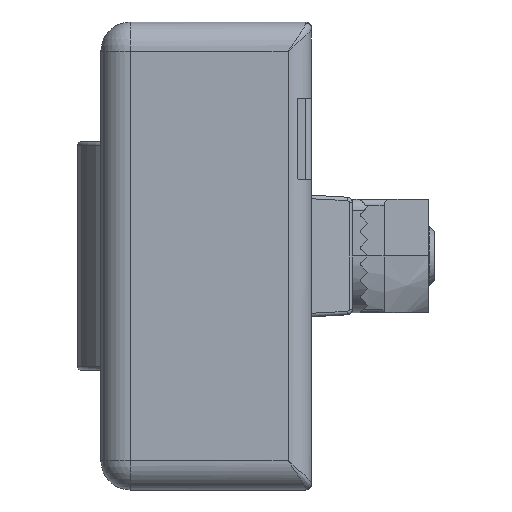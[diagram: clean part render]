
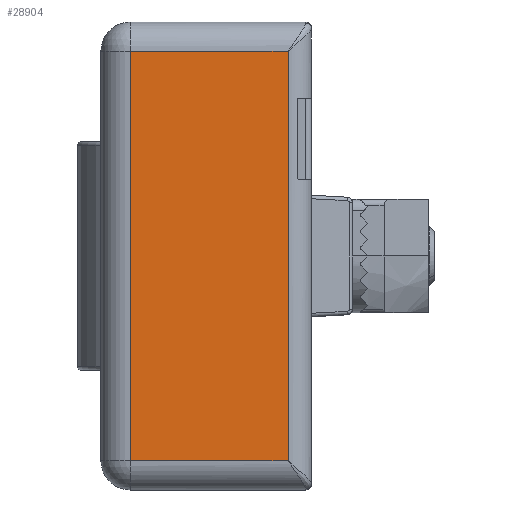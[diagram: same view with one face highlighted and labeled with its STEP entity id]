
A CAD part, left-side view. The second image highlights one B-rep face of the part: STEP entity #28904.
In plain terms, the highlighted planar face has unit normal (-1, 0, 0).
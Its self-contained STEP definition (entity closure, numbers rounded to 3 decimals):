
#125 = ORIENTED_EDGE ( 'NONE', *, *, #3095, .T. ) ;
#288 = DIRECTION ( 'NONE',  ( 0., 0., -1. ) ) ;
#562 = CARTESIAN_POINT ( 'NONE',  ( -40., 17.5, 13.5 ) ) ;
#2877 = PLANE ( 'NONE',  #7287 ) ;
#3095 = EDGE_CURVE ( 'NONE', #3844, #20486, #22629, .T. ) ;
#3844 = VERTEX_POINT ( 'NONE', #15080 ) ;
#4369 = CARTESIAN_POINT ( 'NONE',  ( -40., 17.5, 0. ) ) ;
#6871 = VECTOR ( 'NONE', #27496, 1000. ) ;
#7287 = AXIS2_PLACEMENT_3D ( 'NONE', #14484, #7517, #23885 ) ;
#7517 = DIRECTION ( 'NONE',  ( 1., 0., 0. ) ) ;
#7927 = CARTESIAN_POINT ( 'NONE',  ( -40., -20., 0. ) ) ;
#9598 = CARTESIAN_POINT ( 'NONE',  ( -40., -17.5, 13.5 ) ) ;
#10298 = DIRECTION ( 'NONE',  ( 0., 1., 0. ) ) ;
#10346 = CARTESIAN_POINT ( 'NONE',  ( -40., -17.5, 16. ) ) ;
#10597 = LINE ( 'NONE', #23573, #28505 ) ;
#10815 = FACE_OUTER_BOUND ( 'NONE', #11682, .T. ) ;
#11047 = CARTESIAN_POINT ( 'NONE',  ( -40., 20., 13.5 ) ) ;
#11682 = EDGE_LOOP ( 'NONE', ( #17104, #125, #21642, #28046 ) ) ;
#12497 = VERTEX_POINT ( 'NONE', #4369 ) ;
#14484 = CARTESIAN_POINT ( 'NONE',  ( -40., 20., 16. ) ) ;
#15080 = CARTESIAN_POINT ( 'NONE',  ( -40., -17.5, 0. ) ) ;
#17104 = ORIENTED_EDGE ( 'NONE', *, *, #25942, .F. ) ;
#17362 = DIRECTION ( 'NONE',  ( 0., 0., 1. ) ) ;
#20434 = VECTOR ( 'NONE', #17362, 1000. ) ;
#20486 = VERTEX_POINT ( 'NONE', #9598 ) ;
#21642 = ORIENTED_EDGE ( 'NONE', *, *, #25527, .T. ) ;
#22629 = LINE ( 'NONE', #10346, #20434 ) ;
#23573 = CARTESIAN_POINT ( 'NONE',  ( -40., 17.5, 16. ) ) ;
#23885 = DIRECTION ( 'NONE',  ( 0., 1., 0. ) ) ;
#24909 = EDGE_CURVE ( 'NONE', #26824, #12497, #10597, .T. ) ;
#25527 = EDGE_CURVE ( 'NONE', #20486, #26824, #25528, .T. ) ;
#25528 = LINE ( 'NONE', #11047, #6871 ) ;
#25942 = EDGE_CURVE ( 'NONE', #3844, #12497, #28457, .T. ) ;
#26824 = VERTEX_POINT ( 'NONE', #562 ) ;
#27496 = DIRECTION ( 'NONE',  ( 0., 1., 0. ) ) ;
#27718 = VECTOR ( 'NONE', #10298, 1000. ) ;
#28046 = ORIENTED_EDGE ( 'NONE', *, *, #24909, .T. ) ;
#28457 = LINE ( 'NONE', #7927, #27718 ) ;
#28505 = VECTOR ( 'NONE', #288, 1000. ) ;
#28904 = ADVANCED_FACE ( 'NONE', ( #10815 ), #2877, .F. ) ;
